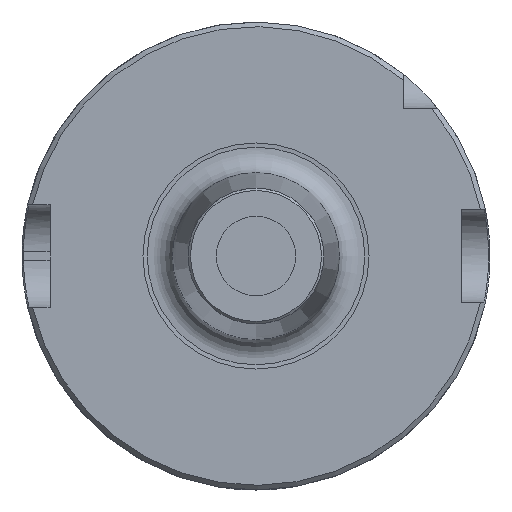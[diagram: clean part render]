
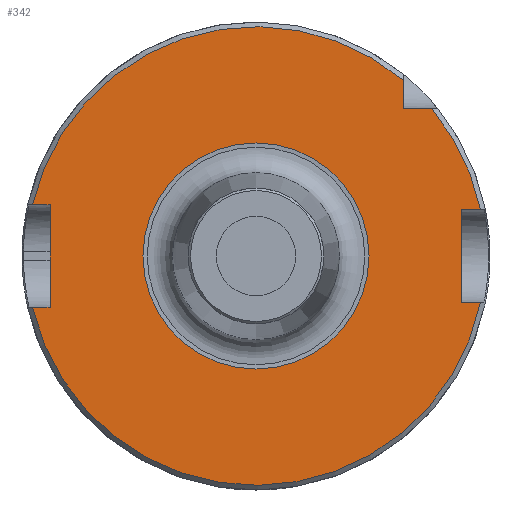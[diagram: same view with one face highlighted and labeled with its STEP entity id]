
A CAD part, left-side view. The second image highlights one B-rep face of the part: STEP entity #342.
In plain terms, the highlighted planar face has unit normal (-1, 0, 0).
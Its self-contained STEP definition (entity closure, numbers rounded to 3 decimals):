
#91=LINE('',#2278,#150);
#92=LINE('',#2280,#151);
#93=LINE('',#2282,#152);
#94=LINE('',#2286,#153);
#95=LINE('',#2288,#154);
#96=LINE('',#2290,#155);
#97=LINE('',#2291,#156);
#98=LINE('',#2293,#157);
#150=VECTOR('',#1618,1.);
#151=VECTOR('',#1619,1.);
#152=VECTOR('',#1620,1.);
#153=VECTOR('',#1623,1.);
#154=VECTOR('',#1624,1.);
#155=VECTOR('',#1625,1.);
#156=VECTOR('',#1626,1.);
#157=VECTOR('',#1627,1.);
#284=FACE_BOUND('',#515,.T.);
#285=FACE_BOUND('',#516,.T.);
#342=ADVANCED_FACE('',(#284,#285),#407,.F.);
#407=PLANE('',#1414);
#515=EDGE_LOOP('',(#687,#688,#689,#690,#691,#692,#693,#694,#695,#696,#697));
#516=EDGE_LOOP('',(#698));
#687=ORIENTED_EDGE('',*,*,#1181,.F.);
#688=ORIENTED_EDGE('',*,*,#1182,.F.);
#689=ORIENTED_EDGE('',*,*,#1183,.F.);
#690=ORIENTED_EDGE('',*,*,#1184,.T.);
#691=ORIENTED_EDGE('',*,*,#1185,.F.);
#692=ORIENTED_EDGE('',*,*,#1186,.F.);
#693=ORIENTED_EDGE('',*,*,#1187,.F.);
#694=ORIENTED_EDGE('',*,*,#1111,.T.);
#695=ORIENTED_EDGE('',*,*,#1188,.F.);
#696=ORIENTED_EDGE('',*,*,#1189,.F.);
#697=ORIENTED_EDGE('',*,*,#1115,.T.);
#698=ORIENTED_EDGE('',*,*,#1190,.F.);
#976=VERTEX_POINT('',#1864);
#979=VERTEX_POINT('',#1876);
#983=VERTEX_POINT('',#1891);
#984=VERTEX_POINT('',#1893);
#1033=VERTEX_POINT('',#2279);
#1034=VERTEX_POINT('',#2281);
#1035=VERTEX_POINT('',#2283);
#1036=VERTEX_POINT('',#2285);
#1037=VERTEX_POINT('',#2287);
#1038=VERTEX_POINT('',#2289);
#1039=VERTEX_POINT('',#2292);
#1040=VERTEX_POINT('',#2295);
#1111=EDGE_CURVE('',#976,#979,#1297,.T.);
#1115=EDGE_CURVE('',#984,#983,#1299,.T.);
#1181=EDGE_CURVE('',#1033,#983,#91,.T.);
#1182=EDGE_CURVE('',#1034,#1033,#92,.T.);
#1183=EDGE_CURVE('',#1035,#1034,#93,.T.);
#1184=EDGE_CURVE('',#1035,#1036,#1319,.T.);
#1185=EDGE_CURVE('',#1037,#1036,#94,.T.);
#1186=EDGE_CURVE('',#1038,#1037,#95,.T.);
#1187=EDGE_CURVE('',#976,#1038,#96,.T.);
#1188=EDGE_CURVE('',#1039,#979,#97,.T.);
#1189=EDGE_CURVE('',#984,#1039,#98,.T.);
#1190=EDGE_CURVE('',#1040,#1040,#1320,.T.);
#1297=CIRCLE('',#1372,49.);
#1299=CIRCLE('',#1375,49.);
#1319=CIRCLE('',#1412,49.);
#1320=CIRCLE('',#1413,24.161);
#1372=AXIS2_PLACEMENT_3D('',#1877,#1522,#1523);
#1375=AXIS2_PLACEMENT_3D('',#1892,#1528,#1529);
#1412=AXIS2_PLACEMENT_3D('',#2284,#1621,#1622);
#1413=AXIS2_PLACEMENT_3D('',#2294,#1628,#1629);
#1414=AXIS2_PLACEMENT_3D('',#2296,#1630,#1631);
#1522=DIRECTION('',(-1.,0.,0.));
#1523=DIRECTION('',(0.,0.,-1.));
#1528=DIRECTION('',(-1.,0.,0.));
#1529=DIRECTION('',(0.,0.,-1.));
#1618=DIRECTION('',(0.,1.,0.));
#1619=DIRECTION('',(0.,0.,1.));
#1620=DIRECTION('',(0.,-1.,0.));
#1621=DIRECTION('',(-1.,0.,0.));
#1622=DIRECTION('',(0.,0.,-1.));
#1623=DIRECTION('',(0.,-1.,0.));
#1624=DIRECTION('',(0.,0.,-1.));
#1625=DIRECTION('',(0.,1.,0.));
#1626=DIRECTION('',(0.,-1.,0.));
#1627=DIRECTION('',(0.,0.,-1.));
#1628=DIRECTION('',(-1.,0.,0.));
#1629=DIRECTION('',(0.,0.,1.));
#1630=DIRECTION('',(1.,0.,0.));
#1631=DIRECTION('',(0.,0.,-1.));
#1864=CARTESIAN_POINT('',(100.,-47.969,10.));
#1876=CARTESIAN_POINT('',(100.,-37.533,31.5));
#1877=CARTESIAN_POINT('',(100.,0.,0.));
#1891=CARTESIAN_POINT('',(100.,47.749,11.));
#1892=CARTESIAN_POINT('',(100.,0.,0.));
#1893=CARTESIAN_POINT('',(100.,-31.5,37.533));
#2278=CARTESIAN_POINT('',(100.,60.5,11.));
#2279=CARTESIAN_POINT('',(100.,44.,11.));
#2280=CARTESIAN_POINT('',(100.,44.,-1.));
#2281=CARTESIAN_POINT('',(100.,44.,-11.));
#2282=CARTESIAN_POINT('',(100.,60.5,-11.));
#2283=CARTESIAN_POINT('',(100.,47.749,-11.));
#2284=CARTESIAN_POINT('',(100.,0.,0.));
#2285=CARTESIAN_POINT('',(100.,-47.969,-10.));
#2286=CARTESIAN_POINT('',(100.,-60.5,-10.));
#2287=CARTESIAN_POINT('',(100.,-44.,-10.));
#2288=CARTESIAN_POINT('',(100.,-44.,0.));
#2289=CARTESIAN_POINT('',(100.,-44.,10.));
#2290=CARTESIAN_POINT('',(100.,-60.5,10.));
#2291=CARTESIAN_POINT('',(100.,-60.5,31.5));
#2292=CARTESIAN_POINT('',(100.,-31.5,31.5));
#2293=CARTESIAN_POINT('',(100.,-31.5,41.5));
#2294=CARTESIAN_POINT('',(100.,0.,0.));
#2295=CARTESIAN_POINT('',(100.,0.,24.161));
#2296=CARTESIAN_POINT('',(100.,0.,45.85));
